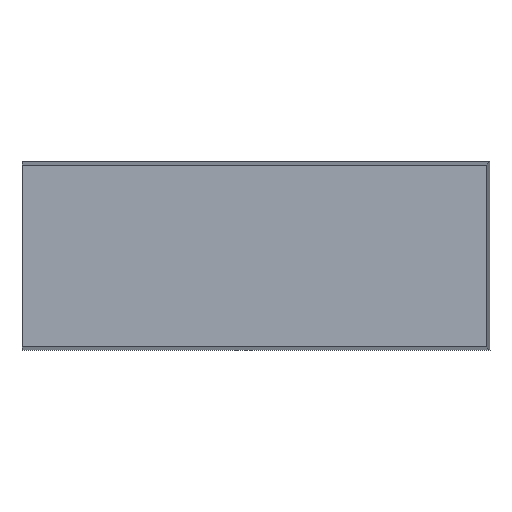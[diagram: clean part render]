
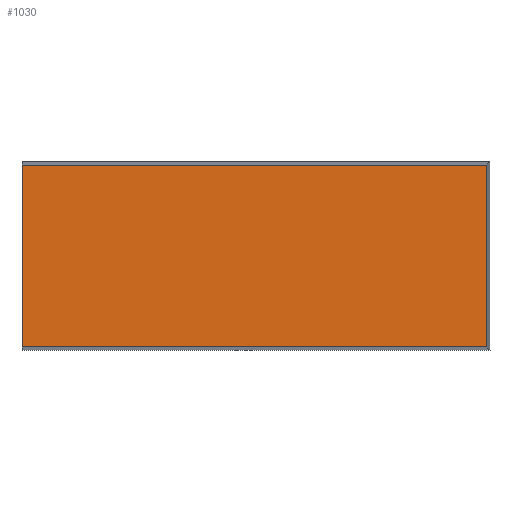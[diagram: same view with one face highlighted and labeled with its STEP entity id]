
A CAD part, front view. The second image highlights one B-rep face of the part: STEP entity #1030.
In plain terms, the highlighted planar face has unit normal (0, -1, 0).
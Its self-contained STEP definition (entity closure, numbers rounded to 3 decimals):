
#65 = EDGE_CURVE ( 'NONE', #2258, #787, #2305, .T. ) ;
#69 = CARTESIAN_POINT ( 'NONE',  ( 34.527, -7., 9.771 ) ) ;
#126 = ORIENTED_EDGE ( 'NONE', *, *, #1084, .F. ) ;
#135 = DIRECTION ( 'NONE',  ( 0., 0., -1. ) ) ;
#442 = ORIENTED_EDGE ( 'NONE', *, *, #2043, .T. ) ;
#466 = VERTEX_POINT ( 'NONE', #1441 ) ;
#572 = EDGE_CURVE ( 'NONE', #2258, #2072, #1282, .T. ) ;
#787 = VERTEX_POINT ( 'NONE', #1022 ) ;
#823 = VECTOR ( 'NONE', #1917, 1000. ) ;
#913 = DIRECTION ( 'NONE',  ( 0., -1., 0. ) ) ;
#997 = CARTESIAN_POINT ( 'NONE',  ( 34.527, -7., 0.074 ) ) ;
#1022 = CARTESIAN_POINT ( 'NONE',  ( 34.527, -7., -9.623 ) ) ;
#1030 = ADVANCED_FACE ( 'NONE', ( #1331 ), #1112, .T. ) ;
#1051 = EDGE_LOOP ( 'NONE', ( #126, #442, #1702, #1308 ) ) ;
#1084 = EDGE_CURVE ( 'NONE', #466, #2072, #1356, .T. ) ;
#1112 = PLANE ( 'NONE',  #2783 ) ;
#1137 = CARTESIAN_POINT ( 'NONE',  ( -353.076, -7., 98.974 ) ) ;
#1217 = LINE ( 'NONE', #1693, #823 ) ;
#1282 = LINE ( 'NONE', #1712, #2373 ) ;
#1308 = ORIENTED_EDGE ( 'NONE', *, *, #572, .T. ) ;
#1331 = FACE_OUTER_BOUND ( 'NONE', #1051, .T. ) ;
#1356 = LINE ( 'NONE', #2621, #2154 ) ;
#1441 = CARTESIAN_POINT ( 'NONE',  ( -15., -7., -9.625 ) ) ;
#1693 = CARTESIAN_POINT ( 'NONE',  ( 5.598, -7., -9.624 ) ) ;
#1702 = ORIENTED_EDGE ( 'NONE', *, *, #65, .F. ) ;
#1712 = CARTESIAN_POINT ( 'NONE',  ( -353.079, -7., 9.788 ) ) ;
#1917 = DIRECTION ( 'NONE',  ( 1., 0., 0. ) ) ;
#2043 = EDGE_CURVE ( 'NONE', #466, #787, #1217, .T. ) ;
#2072 = VERTEX_POINT ( 'NONE', #2597 ) ;
#2134 = DIRECTION ( 'NONE',  ( -1., 0., 0. ) ) ;
#2154 = VECTOR ( 'NONE', #2206, 1000. ) ;
#2181 = DIRECTION ( 'NONE',  ( 0., 0., -1. ) ) ;
#2206 = DIRECTION ( 'NONE',  ( 0., 0., 1. ) ) ;
#2258 = VERTEX_POINT ( 'NONE', #69 ) ;
#2305 = LINE ( 'NONE', #997, #2311 ) ;
#2311 = VECTOR ( 'NONE', #135, 1000. ) ;
#2373 = VECTOR ( 'NONE', #2134, 1000. ) ;
#2597 = CARTESIAN_POINT ( 'NONE',  ( -15., -7., 9.773 ) ) ;
#2621 = CARTESIAN_POINT ( 'NONE',  ( -15., -7., 98.974 ) ) ;
#2783 = AXIS2_PLACEMENT_3D ( 'NONE', #1137, #913, #2181 ) ;
